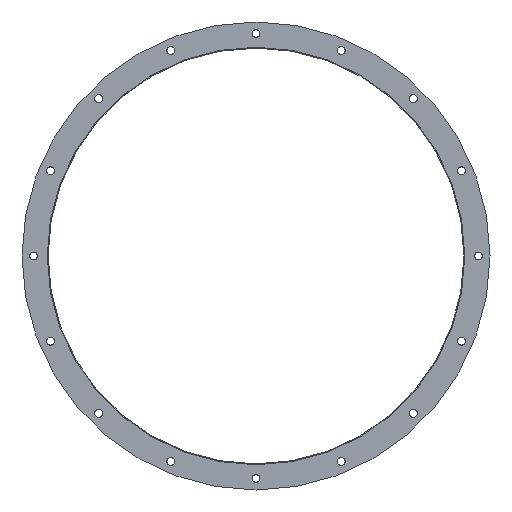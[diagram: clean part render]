
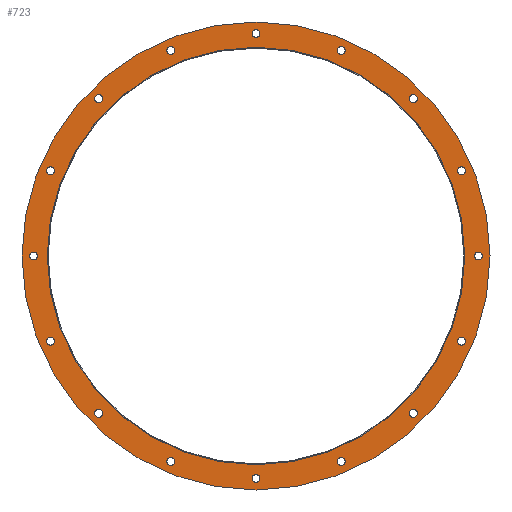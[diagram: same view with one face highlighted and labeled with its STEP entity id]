
A CAD part, front view. The second image highlights one B-rep face of the part: STEP entity #723.
In plain terms, the highlighted face is planar.
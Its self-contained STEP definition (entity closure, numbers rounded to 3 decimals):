
#37=FACE_BOUND('',#206,.T.);
#38=FACE_BOUND('',#207,.T.);
#39=FACE_BOUND('',#208,.T.);
#40=FACE_BOUND('',#209,.T.);
#41=FACE_BOUND('',#210,.T.);
#42=FACE_BOUND('',#211,.T.);
#43=FACE_BOUND('',#212,.T.);
#44=FACE_BOUND('',#213,.T.);
#45=FACE_BOUND('',#214,.T.);
#46=FACE_BOUND('',#215,.T.);
#47=FACE_BOUND('',#216,.T.);
#48=FACE_BOUND('',#217,.T.);
#49=FACE_BOUND('',#218,.T.);
#50=FACE_BOUND('',#219,.T.);
#51=FACE_BOUND('',#220,.T.);
#52=FACE_BOUND('',#221,.T.);
#53=FACE_BOUND('',#222,.T.);
#145=FACE_OUTER_BOUND('',#205,.T.);
#205=EDGE_LOOP('',(#609));
#206=EDGE_LOOP('',(#610));
#207=EDGE_LOOP('',(#611));
#208=EDGE_LOOP('',(#612));
#209=EDGE_LOOP('',(#613));
#210=EDGE_LOOP('',(#614));
#211=EDGE_LOOP('',(#615));
#212=EDGE_LOOP('',(#616));
#213=EDGE_LOOP('',(#617));
#214=EDGE_LOOP('',(#618));
#215=EDGE_LOOP('',(#619));
#216=EDGE_LOOP('',(#620));
#217=EDGE_LOOP('',(#621));
#218=EDGE_LOOP('',(#622));
#219=EDGE_LOOP('',(#623));
#220=EDGE_LOOP('',(#624));
#221=EDGE_LOOP('',(#625));
#222=EDGE_LOOP('',(#626));
#261=CIRCLE('',#772,316.25);
#263=CIRCLE('',#775,6.);
#265=CIRCLE('',#778,6.);
#267=CIRCLE('',#781,6.);
#269=CIRCLE('',#784,6.);
#271=CIRCLE('',#787,6.);
#273=CIRCLE('',#790,6.);
#275=CIRCLE('',#793,6.);
#277=CIRCLE('',#796,6.);
#279=CIRCLE('',#799,6.);
#281=CIRCLE('',#802,6.);
#283=CIRCLE('',#805,6.);
#285=CIRCLE('',#808,6.);
#287=CIRCLE('',#811,6.);
#289=CIRCLE('',#814,6.);
#291=CIRCLE('',#817,6.);
#293=CIRCLE('',#820,6.);
#295=CIRCLE('',#823,354.5);
#369=VERTEX_POINT('',#1153);
#371=VERTEX_POINT('',#1158);
#373=VERTEX_POINT('',#1163);
#375=VERTEX_POINT('',#1168);
#377=VERTEX_POINT('',#1173);
#379=VERTEX_POINT('',#1178);
#381=VERTEX_POINT('',#1183);
#383=VERTEX_POINT('',#1188);
#385=VERTEX_POINT('',#1193);
#387=VERTEX_POINT('',#1198);
#389=VERTEX_POINT('',#1203);
#391=VERTEX_POINT('',#1208);
#393=VERTEX_POINT('',#1213);
#395=VERTEX_POINT('',#1218);
#397=VERTEX_POINT('',#1223);
#399=VERTEX_POINT('',#1228);
#401=VERTEX_POINT('',#1233);
#403=VERTEX_POINT('',#1238);
#449=EDGE_CURVE('',#369,#369,#261,.T.);
#451=EDGE_CURVE('',#371,#371,#263,.T.);
#453=EDGE_CURVE('',#373,#373,#265,.T.);
#455=EDGE_CURVE('',#375,#375,#267,.T.);
#457=EDGE_CURVE('',#377,#377,#269,.T.);
#459=EDGE_CURVE('',#379,#379,#271,.T.);
#461=EDGE_CURVE('',#381,#381,#273,.T.);
#463=EDGE_CURVE('',#383,#383,#275,.T.);
#465=EDGE_CURVE('',#385,#385,#277,.T.);
#467=EDGE_CURVE('',#387,#387,#279,.T.);
#469=EDGE_CURVE('',#389,#389,#281,.T.);
#471=EDGE_CURVE('',#391,#391,#283,.T.);
#473=EDGE_CURVE('',#393,#393,#285,.T.);
#475=EDGE_CURVE('',#395,#395,#287,.T.);
#477=EDGE_CURVE('',#397,#397,#289,.T.);
#479=EDGE_CURVE('',#399,#399,#291,.T.);
#481=EDGE_CURVE('',#401,#401,#293,.T.);
#483=EDGE_CURVE('',#403,#403,#295,.T.);
#609=ORIENTED_EDGE('',*,*,#483,.F.);
#610=ORIENTED_EDGE('',*,*,#449,.T.);
#611=ORIENTED_EDGE('',*,*,#451,.T.);
#612=ORIENTED_EDGE('',*,*,#453,.T.);
#613=ORIENTED_EDGE('',*,*,#455,.T.);
#614=ORIENTED_EDGE('',*,*,#457,.T.);
#615=ORIENTED_EDGE('',*,*,#459,.T.);
#616=ORIENTED_EDGE('',*,*,#461,.T.);
#617=ORIENTED_EDGE('',*,*,#463,.T.);
#618=ORIENTED_EDGE('',*,*,#465,.T.);
#619=ORIENTED_EDGE('',*,*,#467,.T.);
#620=ORIENTED_EDGE('',*,*,#469,.T.);
#621=ORIENTED_EDGE('',*,*,#471,.T.);
#622=ORIENTED_EDGE('',*,*,#473,.T.);
#623=ORIENTED_EDGE('',*,*,#475,.T.);
#624=ORIENTED_EDGE('',*,*,#477,.T.);
#625=ORIENTED_EDGE('',*,*,#479,.T.);
#626=ORIENTED_EDGE('',*,*,#481,.T.);
#657=PLANE('',#825);
#723=ADVANCED_FACE('',(#145,#37,#38,#39,#40,#41,#42,#43,#44,#45,#46,#47,
#48,#49,#50,#51,#52,#53),#657,.F.);
#772=AXIS2_PLACEMENT_3D('',#1154,#944,#945);
#775=AXIS2_PLACEMENT_3D('',#1159,#950,#951);
#778=AXIS2_PLACEMENT_3D('',#1164,#956,#957);
#781=AXIS2_PLACEMENT_3D('',#1169,#962,#963);
#784=AXIS2_PLACEMENT_3D('',#1174,#968,#969);
#787=AXIS2_PLACEMENT_3D('',#1179,#974,#975);
#790=AXIS2_PLACEMENT_3D('',#1184,#980,#981);
#793=AXIS2_PLACEMENT_3D('',#1189,#986,#987);
#796=AXIS2_PLACEMENT_3D('',#1194,#992,#993);
#799=AXIS2_PLACEMENT_3D('',#1199,#998,#999);
#802=AXIS2_PLACEMENT_3D('',#1204,#1004,#1005);
#805=AXIS2_PLACEMENT_3D('',#1209,#1010,#1011);
#808=AXIS2_PLACEMENT_3D('',#1214,#1016,#1017);
#811=AXIS2_PLACEMENT_3D('',#1219,#1022,#1023);
#814=AXIS2_PLACEMENT_3D('',#1224,#1028,#1029);
#817=AXIS2_PLACEMENT_3D('',#1229,#1034,#1035);
#820=AXIS2_PLACEMENT_3D('',#1234,#1040,#1041);
#823=AXIS2_PLACEMENT_3D('',#1239,#1046,#1047);
#825=AXIS2_PLACEMENT_3D('',#1242,#1050,#1051);
#944=DIRECTION('center_axis',(0.,0.,-1.));
#945=DIRECTION('ref_axis',(-1.,0.,0.));
#950=DIRECTION('center_axis',(0.,0.,-1.));
#951=DIRECTION('ref_axis',(-1.,0.,0.));
#956=DIRECTION('center_axis',(0.,0.,-1.));
#957=DIRECTION('ref_axis',(-1.,0.,0.));
#962=DIRECTION('center_axis',(0.,0.,-1.));
#963=DIRECTION('ref_axis',(-1.,0.,0.));
#968=DIRECTION('center_axis',(0.,0.,-1.));
#969=DIRECTION('ref_axis',(-1.,0.,0.));
#974=DIRECTION('center_axis',(0.,0.,-1.));
#975=DIRECTION('ref_axis',(-1.,0.,0.));
#980=DIRECTION('center_axis',(0.,0.,-1.));
#981=DIRECTION('ref_axis',(-1.,0.,0.));
#986=DIRECTION('center_axis',(0.,0.,-1.));
#987=DIRECTION('ref_axis',(-1.,0.,0.));
#992=DIRECTION('center_axis',(0.,0.,-1.));
#993=DIRECTION('ref_axis',(-1.,0.,0.));
#998=DIRECTION('center_axis',(0.,0.,-1.));
#999=DIRECTION('ref_axis',(-1.,0.,0.));
#1004=DIRECTION('center_axis',(0.,0.,-1.));
#1005=DIRECTION('ref_axis',(-1.,0.,0.));
#1010=DIRECTION('center_axis',(0.,0.,-1.));
#1011=DIRECTION('ref_axis',(-1.,0.,0.));
#1016=DIRECTION('center_axis',(0.,0.,-1.));
#1017=DIRECTION('ref_axis',(-1.,0.,0.));
#1022=DIRECTION('center_axis',(0.,0.,-1.));
#1023=DIRECTION('ref_axis',(-1.,0.,0.));
#1028=DIRECTION('center_axis',(0.,0.,-1.));
#1029=DIRECTION('ref_axis',(-1.,0.,0.));
#1034=DIRECTION('center_axis',(0.,0.,-1.));
#1035=DIRECTION('ref_axis',(-1.,0.,0.));
#1040=DIRECTION('center_axis',(0.,0.,-1.));
#1041=DIRECTION('ref_axis',(-1.,0.,0.));
#1046=DIRECTION('center_axis',(0.,0.,-1.));
#1047=DIRECTION('ref_axis',(-1.,0.,0.));
#1050=DIRECTION('center_axis',(0.,0.,-1.));
#1051=DIRECTION('ref_axis',(-1.,0.,0.));
#1153=CARTESIAN_POINT('',(316.25,0.,4.));
#1154=CARTESIAN_POINT('Origin',(0.,0.,4.));
#1158=CARTESIAN_POINT('',(134.964,311.347,4.));
#1159=CARTESIAN_POINT('Origin',(128.964,311.347,4.));
#1163=CARTESIAN_POINT('',(244.295,238.295,4.));
#1164=CARTESIAN_POINT('Origin',(238.295,238.295,4.));
#1168=CARTESIAN_POINT('',(317.347,128.964,4.));
#1169=CARTESIAN_POINT('Origin',(311.347,128.964,4.));
#1173=CARTESIAN_POINT('',(343.,0.,4.));
#1174=CARTESIAN_POINT('Origin',(337.,0.,4.));
#1178=CARTESIAN_POINT('',(317.347,-128.964,4.));
#1179=CARTESIAN_POINT('Origin',(311.347,-128.964,4.));
#1183=CARTESIAN_POINT('',(244.295,-238.295,4.));
#1184=CARTESIAN_POINT('Origin',(238.295,-238.295,4.));
#1188=CARTESIAN_POINT('',(134.964,-311.347,4.));
#1189=CARTESIAN_POINT('Origin',(128.964,-311.347,4.));
#1193=CARTESIAN_POINT('',(6.,-337.,4.));
#1194=CARTESIAN_POINT('Origin',(0.,-337.,4.));
#1198=CARTESIAN_POINT('',(-122.964,-311.347,4.));
#1199=CARTESIAN_POINT('Origin',(-128.964,-311.347,4.));
#1203=CARTESIAN_POINT('',(-232.295,-238.295,4.));
#1204=CARTESIAN_POINT('Origin',(-238.295,-238.295,4.));
#1208=CARTESIAN_POINT('',(-305.347,-128.964,4.));
#1209=CARTESIAN_POINT('Origin',(-311.347,-128.964,4.));
#1213=CARTESIAN_POINT('',(-331.,0.,4.));
#1214=CARTESIAN_POINT('Origin',(-337.,0.,4.));
#1218=CARTESIAN_POINT('',(-305.347,128.964,4.));
#1219=CARTESIAN_POINT('Origin',(-311.347,128.964,4.));
#1223=CARTESIAN_POINT('',(-232.295,238.295,4.));
#1224=CARTESIAN_POINT('Origin',(-238.295,238.295,4.));
#1228=CARTESIAN_POINT('',(-122.964,311.347,4.));
#1229=CARTESIAN_POINT('Origin',(-128.964,311.347,4.));
#1233=CARTESIAN_POINT('',(6.,337.,4.));
#1234=CARTESIAN_POINT('Origin',(0.,337.,4.));
#1238=CARTESIAN_POINT('',(354.5,0.,4.));
#1239=CARTESIAN_POINT('Origin',(0.,0.,4.));
#1242=CARTESIAN_POINT('Origin',(0.,0.,4.));
